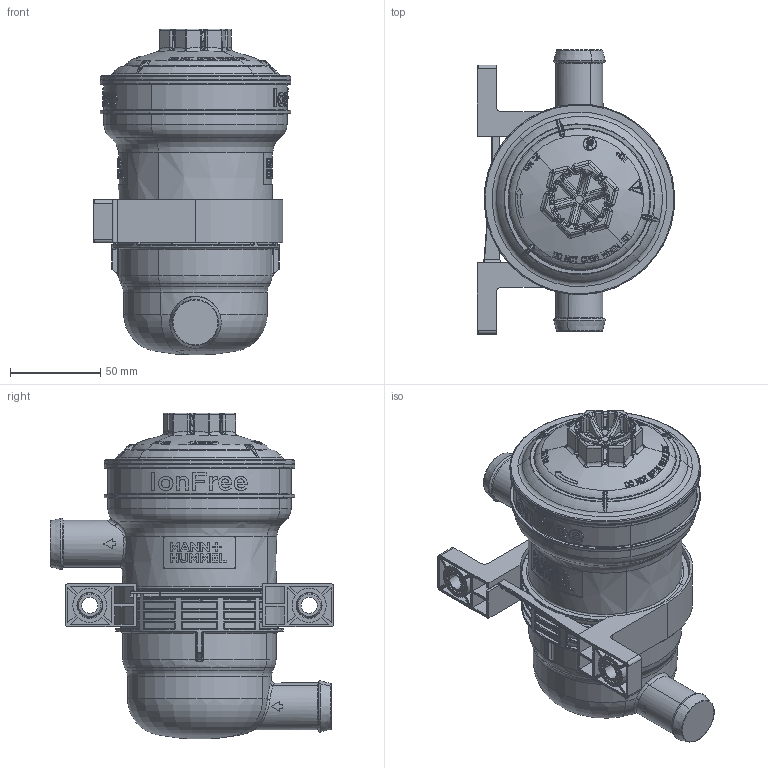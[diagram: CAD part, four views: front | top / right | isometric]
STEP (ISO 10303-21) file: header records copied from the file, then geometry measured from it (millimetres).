
FILE_DESCRIPTION(('CATIA V5 STEP Exchange','CAx-IF Rec.Pracs.--- Model Styling and Organization---1.2---2011-12-15'),'2;1');
FILE_NAME('1518804S01_ZB_F_1-00.stp','2023-03-23T10:25:49+00:00',('none'),('MANN+HUMMEL GmbH'),'Version 5-6 Release 2012','CATIA V5 STEP AP214','none');
FILE_SCHEMA(('AUTOMOTIVE_DESIGN { 1 0 10303 214 1 1 1 1 }'));
Products named in the file (1): 1518804S01_ZB_F_1-00_AllCATPart
Bounding box: 109.39 x 157.3 x 180.6 mm (x, y, z)
Volume: 1068545.3 mm3; surface area: 106499.9 mm2
Topology: 4 solids, 4 shells, 3017 faces, 7559 edges, 4481 vertices
Faces by surface type: plane 916, bspline 799, cylinder 501, torus 231, sphere 217, extrusion 192, cone 161
Entity records: 138298 total; most frequent: CARTESIAN_POINT 74775, ORIENTED_EDGE 14726, EDGE_CURVE 7363, DIRECTION 6074, VERTEX_POINT 4481, B_SPLINE_CURVE_WITH_KNOTS 4266, EDGE_LOOP 3158, ADVANCED_FACE 3017
